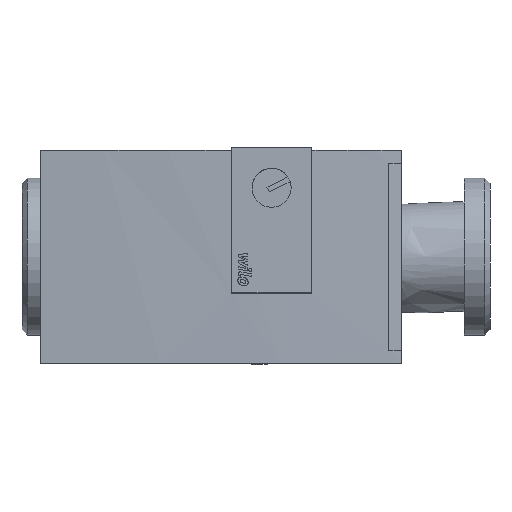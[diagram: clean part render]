
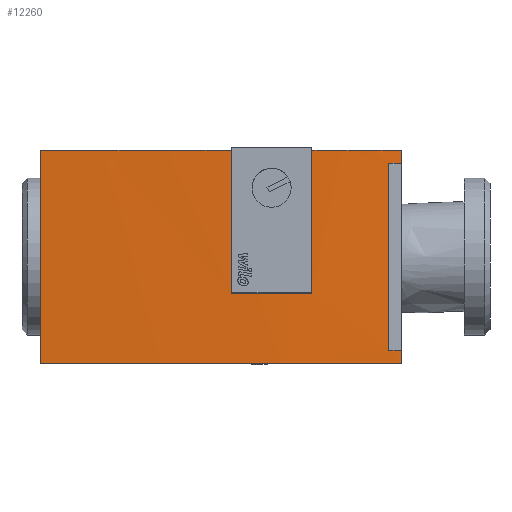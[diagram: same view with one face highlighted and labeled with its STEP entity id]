
A CAD part, front view. The second image highlights one B-rep face of the part: STEP entity #12260.
In plain terms, the highlighted cylindrical face has radius 967.3 mm (diameter 1934.6 mm), a partial arc.
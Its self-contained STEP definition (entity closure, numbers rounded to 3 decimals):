
#11998=CARTESIAN_POINT('',(7.0,-113.,-41.));
#11999=VERTEX_POINT('',#11998);
#12006=CARTESIAN_POINT('',(7.0,-113.,41.));
#12007=VERTEX_POINT('',#12006);
#12008=CARTESIAN_POINT('',(7.0,-113.,41.));
#12009=DIRECTION('',(0.0,0.0,-1.0));
#12010=VECTOR('',#12009,82.);
#12011=LINE('',#12008,#12010);
#12012=EDGE_CURVE('',#12007,#11999,#12011,.T.);
#12029=CARTESIAN_POINT('',(146.0,-113.0,-41.));
#12030=VERTEX_POINT('',#12029);
#12037=CARTESIAN_POINT('',(76.5,851.8,-41.));
#12038=DIRECTION('',(0.0,0.0,1.0));
#12039=DIRECTION('',(-0.072,-0.997,0.0));
#12040=AXIS2_PLACEMENT_3D('',#12037,#12038,#12039);
#12041=CIRCLE('',#12040,967.3);
#12042=EDGE_CURVE('',#11999,#12030,#12041,.T.);
#12054=CARTESIAN_POINT('',(146.0,-113.0,-36.));
#12055=VERTEX_POINT('',#12054);
#12062=CARTESIAN_POINT('',(146.0,-113.0,-36.));
#12063=DIRECTION('',(0.0,0.0,-1.0));
#12064=VECTOR('',#12063,5.0);
#12065=LINE('',#12062,#12064);
#12066=EDGE_CURVE('',#12055,#12030,#12065,.T.);
#12077=CARTESIAN_POINT('',(141.012,-113.346,36.));
#12078=VERTEX_POINT('',#12077);
#12079=CARTESIAN_POINT('',(146.0,-113.0,36.));
#12080=VERTEX_POINT('',#12079);
#12081=CARTESIAN_POINT('',(76.5,851.8,36.));
#12082=DIRECTION('',(0.0,0.0,1.0));
#12083=DIRECTION('',(-0.072,-0.997,0.0));
#12084=AXIS2_PLACEMENT_3D('',#12081,#12082,#12083);
#12085=CIRCLE('',#12084,967.3);
#12086=EDGE_CURVE('',#12078,#12080,#12085,.T.);
#12109=CARTESIAN_POINT('',(141.012,-113.346,-36.));
#12110=VERTEX_POINT('',#12109);
#12111=CARTESIAN_POINT('',(76.5,851.8,-36.));
#12112=DIRECTION('',(0.0,0.0,-1.0));
#12113=DIRECTION('',(-0.072,-0.997,0.0));
#12114=AXIS2_PLACEMENT_3D('',#12111,#12112,#12113);
#12115=CIRCLE('',#12114,967.3);
#12116=EDGE_CURVE('',#12055,#12110,#12115,.T.);
#12134=CARTESIAN_POINT('',(141.012,-113.346,-36.));
#12135=DIRECTION('',(0.0,0.0,1.0));
#12136=VECTOR('',#12135,72.);
#12137=LINE('',#12134,#12136);
#12138=EDGE_CURVE('',#12110,#12078,#12137,.T.);
#12152=CARTESIAN_POINT('',(146.0,-113.0,41.));
#12153=VERTEX_POINT('',#12152);
#12160=CARTESIAN_POINT('',(146.0,-113.0,41.));
#12161=DIRECTION('',(0.0,0.0,-1.0));
#12162=VECTOR('',#12161,5.0);
#12163=LINE('',#12160,#12162);
#12164=EDGE_CURVE('',#12153,#12080,#12163,.T.);
#12177=CARTESIAN_POINT('',(80.5,-115.492,41.));
#12178=VERTEX_POINT('',#12177);
#12179=CARTESIAN_POINT('',(76.5,851.8,41.));
#12180=DIRECTION('',(0.0,0.0,-1.0));
#12181=DIRECTION('',(-0.072,-0.997,0.0));
#12182=AXIS2_PLACEMENT_3D('',#12179,#12180,#12181);
#12183=CIRCLE('',#12182,967.3);
#12184=EDGE_CURVE('',#12178,#12007,#12183,.T.);
#12202=CARTESIAN_POINT('',(111.5,-114.867,41.));
#12203=VERTEX_POINT('',#12202);
#12210=CARTESIAN_POINT('',(76.5,851.8,41.));
#12211=DIRECTION('',(0.0,0.0,-1.0));
#12212=DIRECTION('',(-0.072,-0.997,0.0));
#12213=AXIS2_PLACEMENT_3D('',#12210,#12211,#12212);
#12214=CIRCLE('',#12213,967.3);
#12215=EDGE_CURVE('',#12153,#12203,#12214,.T.);
#12221=CARTESIAN_POINT('',(76.5,851.8,0.0));
#12222=DIRECTION('',(0.0,0.0,1.0));
#12223=DIRECTION('',(-0.072,-0.997,0.0));
#12224=AXIS2_PLACEMENT_3D('',#12221,#12222,#12223);
#12225=CYLINDRICAL_SURFACE('',#12224,967.3);
#12226=ORIENTED_EDGE('',*,*,#12086,.T.);
#12227=ORIENTED_EDGE('',*,*,#12164,.F.);
#12228=ORIENTED_EDGE('',*,*,#12215,.T.);
#12229=CARTESIAN_POINT('',(111.5,-114.867,-14.));
#12230=VERTEX_POINT('',#12229);
#12231=CARTESIAN_POINT('',(111.5,-114.867,41.));
#12232=DIRECTION('',(0.0,0.0,-1.0));
#12233=VECTOR('',#12232,55.);
#12234=LINE('',#12231,#12233);
#12235=EDGE_CURVE('',#12203,#12230,#12234,.T.);
#12236=ORIENTED_EDGE('',*,*,#12235,.T.);
#12237=CARTESIAN_POINT('',(80.5,-115.492,-14.));
#12238=VERTEX_POINT('',#12237);
#12239=CARTESIAN_POINT('',(76.5,851.8,-14.));
#12240=DIRECTION('',(0.0,0.0,-1.0));
#12241=DIRECTION('',(-0.072,-0.997,0.0));
#12242=AXIS2_PLACEMENT_3D('',#12239,#12240,#12241);
#12243=CIRCLE('',#12242,967.3);
#12244=EDGE_CURVE('',#12230,#12238,#12243,.T.);
#12245=ORIENTED_EDGE('',*,*,#12244,.T.);
#12246=CARTESIAN_POINT('',(80.5,-115.492,-14.));
#12247=DIRECTION('',(0.0,0.0,1.0));
#12248=VECTOR('',#12247,55.);
#12249=LINE('',#12246,#12248);
#12250=EDGE_CURVE('',#12238,#12178,#12249,.T.);
#12251=ORIENTED_EDGE('',*,*,#12250,.T.);
#12252=ORIENTED_EDGE('',*,*,#12184,.T.);
#12253=ORIENTED_EDGE('',*,*,#12012,.T.);
#12254=ORIENTED_EDGE('',*,*,#12042,.T.);
#12255=ORIENTED_EDGE('',*,*,#12066,.F.);
#12256=ORIENTED_EDGE('',*,*,#12116,.T.);
#12257=ORIENTED_EDGE('',*,*,#12138,.T.);
#12258=EDGE_LOOP('',(#12226,#12227,#12228,#12236,#12245,#12251,#12252,#12253,#12254,#12255,#12256,#12257));
#12259=FACE_OUTER_BOUND('',#12258,.T.);
#12260=ADVANCED_FACE('',(#12259),#12225,.T.);
